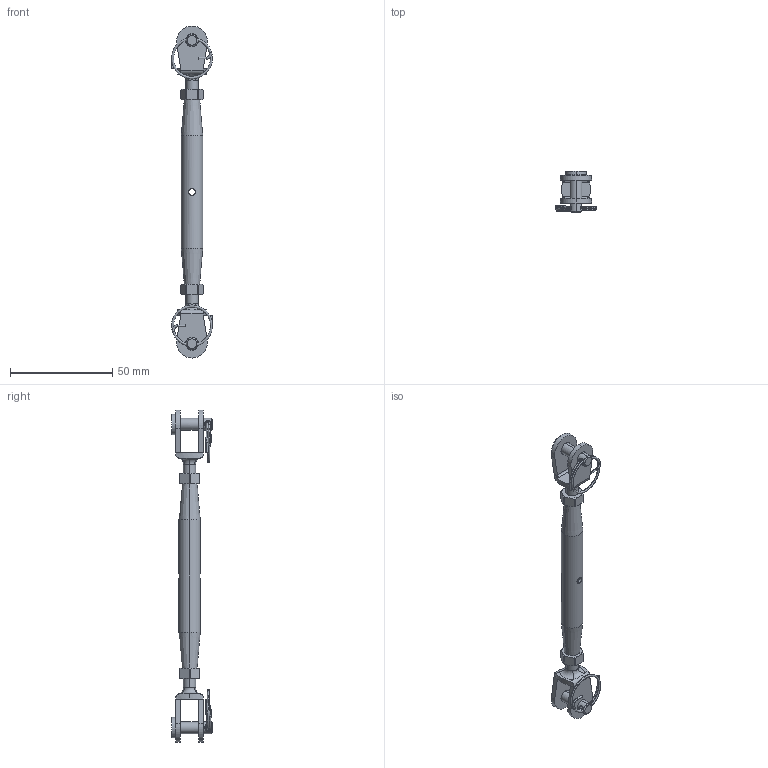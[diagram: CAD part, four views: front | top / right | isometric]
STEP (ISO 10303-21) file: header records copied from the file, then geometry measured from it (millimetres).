
FILE_DESCRIPTION (( 'STEP AP203' ), '1' );
FILE_NAME ('100040006.STEP', '2018-03-16T08:20:32', ( '' ), ( '' ), 'SwSTEP 2.0', 'SolidWorks 2015', '' );
FILE_SCHEMA (( 'CONFIG_CONTROL_DESIGN' ));
Length unit declared in the file: millimetre
Products named in the file (12): DIN 934 M4-M20_58321-240-6; 10005800X Teil2_100058006 Teil2; DIN 934 M4-M20_58321-240-6-L; 10004000X Teil1_100040006 Teil1; 100040006; 10004000X Linksgewinde_100059006; 10004000X Teil7_100059006 Teil2; 10005800X Teil3_100059006 Teil2; 10004000X Rechtsgewinde_100058006; 10005800X Teil1_100058006 Teil1; 10004000X Teil6_100059006 Teil2; 10004000X Teil5_100059006 Teil1
Assembly tree (11 placements, depth 3):
  100040006
    10004000X Teil1_100040006 Teil1
    10004000X Rechtsgewinde_100058006
      10005800X Teil1_100058006 Teil1
      10005800X Teil2_100058006 Teil2
      10005800X Teil3_100059006 Teil2
      DIN 934 M4-M20_58321-240-6
    10004000X Linksgewinde_100059006
      10004000X Teil5_100059006 Teil1
      10004000X Teil6_100059006 Teil2
      10004000X Teil7_100059006 Teil2
      DIN 934 M4-M20_58321-240-6-L
Bounding box: 20 x 20 x 162.2 mm (x, y, z)
Volume: 11980.7 mm3; surface area: 12455.1 mm2
Topology: 9 solids, 9 shells, 451 faces, 1160 edges, 736 vertices
Faces by surface type: bspline 131, plane 128, cylinder 122, cone 56, torus 14
Entity records: 29272 total; most frequent: CARTESIAN_POINT 18076, ORIENTED_EDGE 2320, DIRECTION 1670, EDGE_CURVE 1160, VERTEX_POINT 736, AXIS2_PLACEMENT_3D 610, EDGE_LOOP 482, FACE_OUTER_BOUND 451
